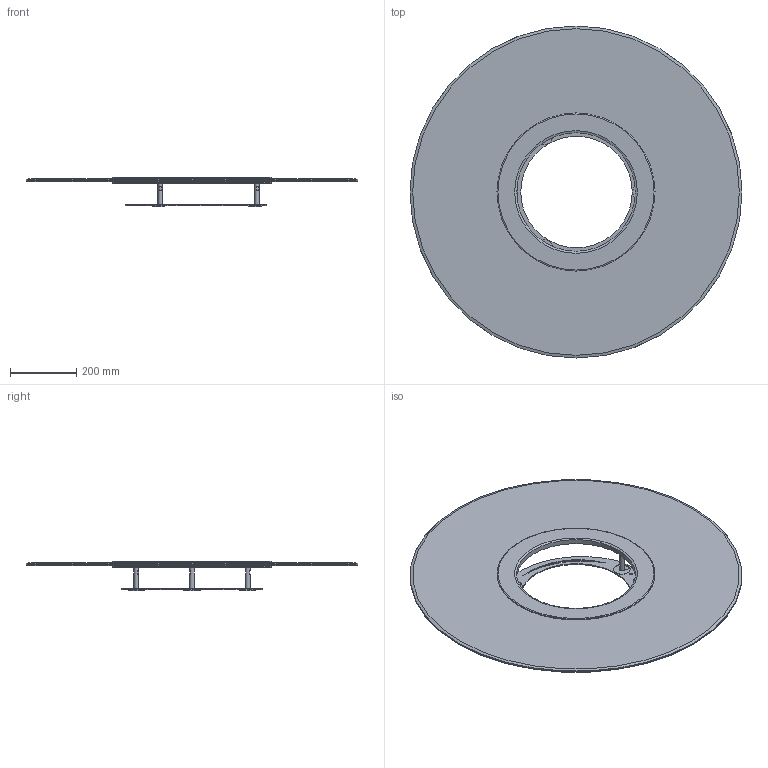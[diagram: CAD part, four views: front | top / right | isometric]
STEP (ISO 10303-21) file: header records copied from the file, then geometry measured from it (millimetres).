
FILE_DESCRIPTION(/* description */ (''),/* implementation_level */ '2;1');
FILE_NAME(/* name */ 'Oleant_Blass_Revolution.stp',/* time_stamp */ '2022-05-03T11:16:05+02:00',/* author */ ('CHAOS'),/* organization */ (''),/* preprocessor_version */ 'ST-DEVELOPER v18',/* originating_system */ 'Autodesk Inventor 2020',/* authorisation */ '');
FILE_SCHEMA (('CONFIG_CONTROL_DESIGN'));
Length unit declared in the file: millimetre
Products named in the file (11): hub_full; hub_plate_outer; glass; glass_1; glass1; glass1_1; wire; wire_1; leg_base_ring; wire_2; wire_3
Assembly tree (17 placements, depth 3):
  hub_full
    hub_plate_outer
      glass
    glass_1  x2
    glass1
    glass1_1
    wire  x3
    wire_1  x3
    leg_base_ring
      wire_2
      wire_3  x3
Bounding box: 1000 x 1000 x 89.8 mm (x, y, z)
Volume: 7694093.6 mm3; surface area: 4292732.9 mm2
Topology: 15 solids, 15 shells, 181 faces, 422 edges, 293 vertices
Faces by surface type: plane 87, cylinder 86, cone 8
Full cylindrical faces by diameter (mm): 4 x3, 6 x12, 8 x5, 14 x3, 14.75 x3, 20 x3, 50 x3, 336 x1, 357.6 x1, 410 x2, 425 x1, 463.5 x1, 476 x2, 970 x2, 1000 x3
Entity records: 3927 total; most frequent: DIRECTION 693, CARTESIAN_POINT 583, ORIENTED_EDGE 516, AXIS2_PLACEMENT_3D 291, EDGE_CURVE 258, VERTEX_POINT 175, EDGE_LOOP 155, CIRCLE 152
